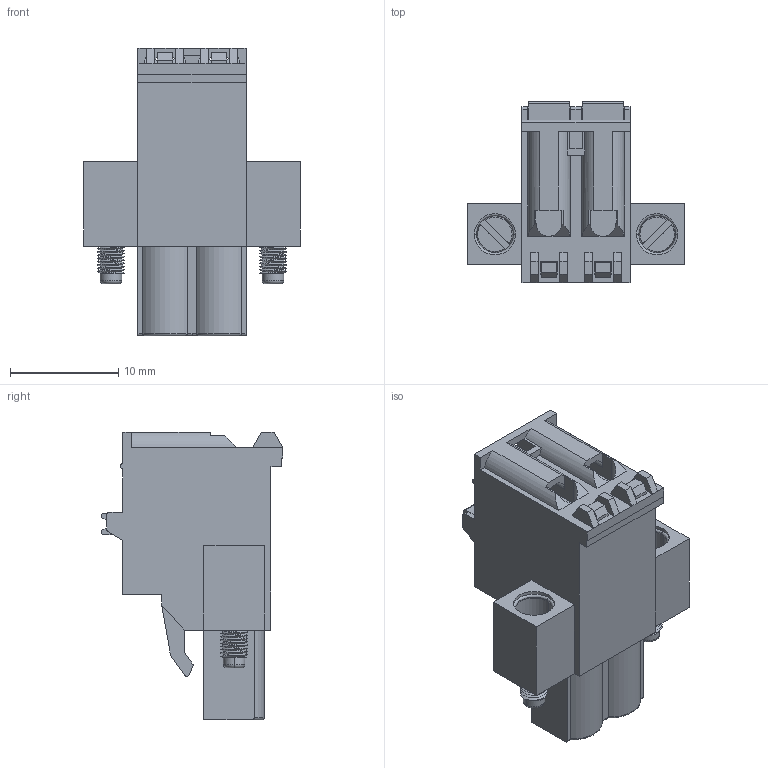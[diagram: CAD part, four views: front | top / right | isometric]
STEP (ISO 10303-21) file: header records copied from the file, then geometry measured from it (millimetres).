
FILE_DESCRIPTION (( 'STEP AP214' ), '1' );
FILE_NAME ('2EDGKDAM-5.0-02P-14-00AH.STEP', '2021-03-10T23:23:13', ( '' ), ( '' ), 'SwSTEP 2.0', 'SolidWorks 2020', '' );
FILE_SCHEMA (( 'AUTOMOTIVE_DESIGN' ));
Length unit declared in the file: millimetre
Products named in the file (1): 2EDGKDAM-5.0-02P-14-00AH
Bounding box: 20 x 16.8 x 26.6 mm (x, y, z)
Volume: 2642.9 mm3; surface area: 2866.1 mm2
Topology: 1 solids, 1 shells, 704 faces, 1901 edges, 1243 vertices
Faces by surface type: plane 454, bspline 133, cylinder 91, torus 14, cone 12
Entity records: 34701 total; most frequent: CARTESIAN_POINT 13494, ORIENTED_EDGE 3800, DIRECTION 2903, EDGE_CURVE 1900, VECTOR 1293, LINE 1293, VERTEX_POINT 1241, AXIS2_PLACEMENT_3D 805
